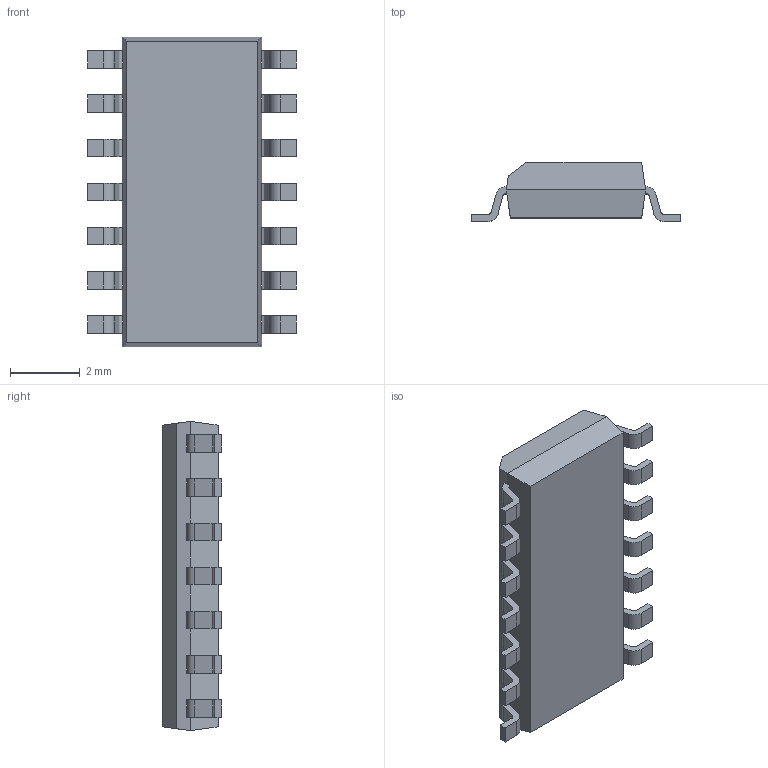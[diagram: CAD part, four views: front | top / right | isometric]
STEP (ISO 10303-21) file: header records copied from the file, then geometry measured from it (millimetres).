
FILE_DESCRIPTION (( 'STEP AP214' ), '1' );
FILE_NAME ('SOIC127P600-14.STEP', '2011-01-31T08:26:19', ( 'vpeshkov' ), ( 'licard' ), 'SwSTEP 2.0', 'SolidWorks 2009', '' );
FILE_SCHEMA (( 'AUTOMOTIVE_DESIGN' ));
Length unit declared in the file: millimetre
Products named in the file (1): SOIC127P600-14
Bounding box: 6 x 1.7 x 8.89 mm (x, y, z)
Volume: 55.9 mm3; surface area: 134.7 mm2
Topology: 1 solids, 1 shells, 196 faces, 575 edges, 382 vertices
Faces by surface type: plane 138, cylinder 58
Entity records: 8519 total; most frequent: CARTESIAN_POINT 1154, ORIENTED_EDGE 1150, DIRECTION 1085, EDGE_CURVE 575, VECTOR 459, LINE 459, VERTEX_POINT 382, AXIS2_PLACEMENT_3D 313
